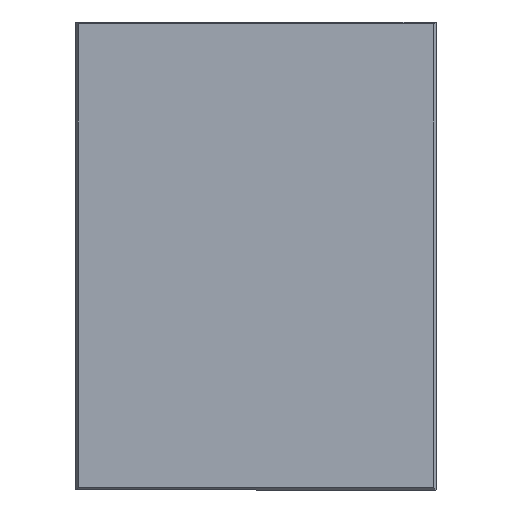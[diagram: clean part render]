
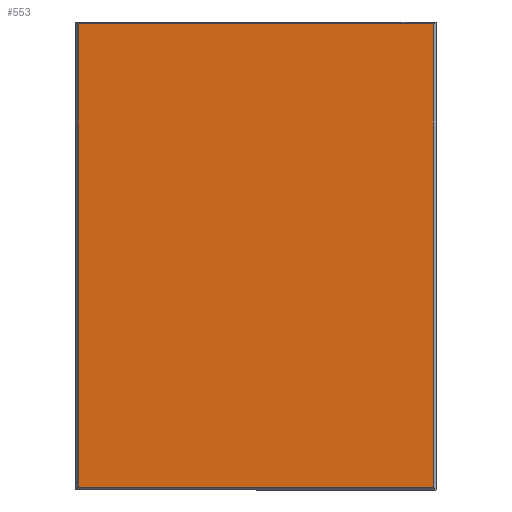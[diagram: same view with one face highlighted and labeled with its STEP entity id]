
A CAD part, left-side view. The second image highlights one B-rep face of the part: STEP entity #553.
In plain terms, the highlighted planar face has unit normal (-1, 0, 0).
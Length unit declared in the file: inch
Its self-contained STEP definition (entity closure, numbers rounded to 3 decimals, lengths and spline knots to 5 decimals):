
#42 = VERTEX_POINT ( 'NONE', #657 ) ;
#76 = DIRECTION ( 'NONE',  ( 0., 0., 1. ) ) ;
#95 = CARTESIAN_POINT ( 'NONE',  ( -5.81, 1.308, 1.67859 ) ) ;
#117 = CARTESIAN_POINT ( 'NONE',  ( -5.81, 1.28692, 1.67859 ) ) ;
#125 = LINE ( 'NONE', #454, #1005 ) ;
#152 = LINE ( 'NONE', #985, #1046 ) ;
#185 = DIRECTION ( 'NONE',  ( 0., 0., -1. ) ) ;
#212 = ORIENTED_EDGE ( 'NONE', *, *, #1171, .T. ) ;
#229 = ORIENTED_EDGE ( 'NONE', *, *, #251, .T. ) ;
#234 = VECTOR ( 'NONE', #782, 39.37008 ) ;
#251 = EDGE_CURVE ( 'NONE', #42, #290, #1120, .T. ) ;
#258 = CARTESIAN_POINT ( 'NONE',  ( -5.81, 0., 0. ) ) ;
#290 = VERTEX_POINT ( 'NONE', #707 ) ;
#353 = DIRECTION ( 'NONE',  ( 0., 1., 0. ) ) ;
#374 = ORIENTED_EDGE ( 'NONE', *, *, #558, .T. ) ;
#383 = VECTOR ( 'NONE', #353, 39.37008 ) ;
#454 = CARTESIAN_POINT ( 'NONE',  ( -5.81, 0., -1.674 ) ) ;
#529 = PLANE ( 'NONE',  #791 ) ;
#553 = ADVANCED_FACE ( 'NONE', ( #795 ), #529, .T. ) ;
#558 = EDGE_CURVE ( 'NONE', #667, #1024, #152, .T. ) ;
#587 = CARTESIAN_POINT ( 'NONE',  ( -5.81, -1.283, 0. ) ) ;
#623 = ORIENTED_EDGE ( 'NONE', *, *, #1083, .T. ) ;
#657 = CARTESIAN_POINT ( 'NONE',  ( -5.81, -1.283, -1.674 ) ) ;
#667 = VERTEX_POINT ( 'NONE', #117 ) ;
#669 = EDGE_LOOP ( 'NONE', ( #374, #212, #229, #623 ) ) ;
#707 = CARTESIAN_POINT ( 'NONE',  ( -5.81, -1.283, 1.67859 ) ) ;
#729 = CARTESIAN_POINT ( 'NONE',  ( -5.81, 1.28692, -1.674 ) ) ;
#782 = DIRECTION ( 'NONE',  ( 0., 0., 1. ) ) ;
#791 = AXIS2_PLACEMENT_3D ( 'NONE', #258, #1080, #76 ) ;
#795 = FACE_OUTER_BOUND ( 'NONE', #669, .T. ) ;
#942 = LINE ( 'NONE', #95, #383 ) ;
#985 = CARTESIAN_POINT ( 'NONE',  ( -5.81, 1.28692, -1.699 ) ) ;
#1005 = VECTOR ( 'NONE', #1181, 39.37008 ) ;
#1024 = VERTEX_POINT ( 'NONE', #729 ) ;
#1046 = VECTOR ( 'NONE', #185, 39.37008 ) ;
#1080 = DIRECTION ( 'NONE',  ( -1., 0., 0. ) ) ;
#1083 = EDGE_CURVE ( 'NONE', #290, #667, #942, .T. ) ;
#1120 = LINE ( 'NONE', #587, #234 ) ;
#1171 = EDGE_CURVE ( 'NONE', #1024, #42, #125, .T. ) ;
#1181 = DIRECTION ( 'NONE',  ( 0., -1., 0. ) ) ;
